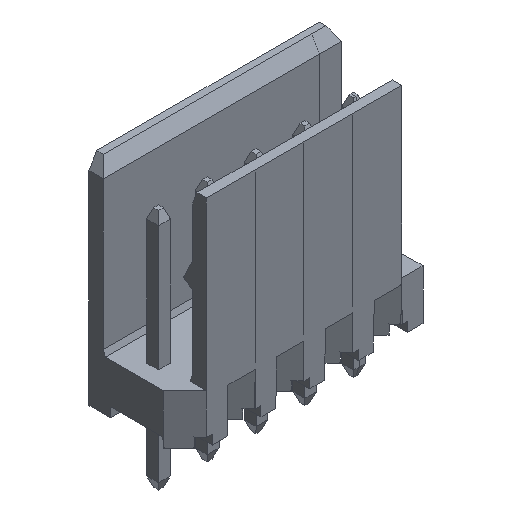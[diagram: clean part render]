
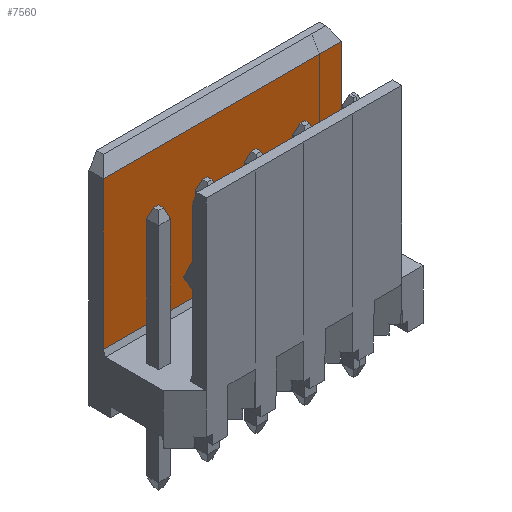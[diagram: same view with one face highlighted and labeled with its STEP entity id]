
A CAD part, isometric view. The second image highlights one B-rep face of the part: STEP entity #7560.
In plain terms, the highlighted face is planar.
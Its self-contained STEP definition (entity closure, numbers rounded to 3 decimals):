
#1275=ORIENTED_EDGE('',*,*,#2122,.F.);
#1276=ORIENTED_EDGE('',*,*,#2309,.F.);
#1277=ORIENTED_EDGE('',*,*,#2310,.T.);
#1278=ORIENTED_EDGE('',*,*,#2311,.T.);
#1279=ORIENTED_EDGE('',*,*,#2312,.F.);
#1280=ORIENTED_EDGE('',*,*,#2313,.T.);
#1281=ORIENTED_EDGE('',*,*,#2314,.T.);
#1282=ORIENTED_EDGE('',*,*,#2307,.T.);
#2122=EDGE_CURVE('',#2770,#2771,#3435,.T.);
#2307=EDGE_CURVE('',#2884,#2771,#3618,.T.);
#2309=EDGE_CURVE('',#2885,#2770,#3620,.T.);
#2310=EDGE_CURVE('',#2885,#2886,#3621,.T.);
#2311=EDGE_CURVE('',#2886,#2887,#3622,.T.);
#2312=EDGE_CURVE('',#2888,#2887,#3623,.T.);
#2313=EDGE_CURVE('',#2888,#2889,#3624,.T.);
#2314=EDGE_CURVE('',#2889,#2884,#3625,.T.);
#2770=VERTEX_POINT('',#10264);
#2771=VERTEX_POINT('',#10266);
#2884=VERTEX_POINT('',#10619);
#2885=VERTEX_POINT('',#10623);
#2886=VERTEX_POINT('',#10625);
#2887=VERTEX_POINT('',#10627);
#2888=VERTEX_POINT('',#10629);
#2889=VERTEX_POINT('',#10631);
#3435=LINE('',#10265,#4227);
#3618=LINE('',#10618,#4410);
#3620=LINE('',#10622,#4412);
#3621=LINE('',#10624,#4413);
#3622=LINE('',#10626,#4414);
#3623=LINE('',#10628,#4415);
#3624=LINE('',#10630,#4416);
#3625=LINE('',#10632,#4417);
#4227=VECTOR('',#8734,1000.);
#4410=VECTOR('',#9031,1000.);
#4412=VECTOR('',#9035,1000.);
#4413=VECTOR('',#9036,1000.);
#4414=VECTOR('',#9037,1000.);
#4415=VECTOR('',#9038,1000.);
#4416=VECTOR('',#9039,1000.);
#4417=VECTOR('',#9040,1000.);
#4770=EDGE_LOOP('',(#1275,#1276,#1277,#1278,#1279,#1280,#1281,#1282));
#5059=FACE_BOUND('',#4770,.T.);
#5333=PLANE('',#7853);
#7560=ADVANCED_FACE('',(#5059),#5333,.F.);
#7853=AXIS2_PLACEMENT_3D('',#10621,#9033,#9034);
#8734=DIRECTION('',(0.,-1.,0.));
#9031=DIRECTION('',(0.,0.,1.));
#9033=DIRECTION('',(1.,0.,0.));
#9034=DIRECTION('',(0.,0.,1.));
#9035=DIRECTION('',(0.,0.,-1.));
#9036=DIRECTION('',(0.,-1.,0.));
#9037=DIRECTION('',(0.,0.,1.));
#9038=DIRECTION('',(0.,-1.,0.));
#9039=DIRECTION('',(0.,0.,-1.));
#9040=DIRECTION('',(0.,-1.,0.));
#10264=CARTESIAN_POINT('',(-0.75,10.5,2.241));
#10265=CARTESIAN_POINT('',(-0.75,0.,2.241));
#10266=CARTESIAN_POINT('',(-0.75,2.9,2.241));
#10618=CARTESIAN_POINT('',(-0.75,2.9,-6.5));
#10619=CARTESIAN_POINT('',(-0.75,2.9,-9.039));
#10621=CARTESIAN_POINT('',(-0.75,2.6,4.346));
#10622=CARTESIAN_POINT('',(-0.75,10.5,3.361));
#10623=CARTESIAN_POINT('',(-0.75,10.5,2.242));
#10624=CARTESIAN_POINT('',(-0.75,0.,2.242));
#10625=CARTESIAN_POINT('',(-0.75,2.9,2.242));
#10626=CARTESIAN_POINT('',(-0.75,2.9,-6.499));
#10627=CARTESIAN_POINT('',(-0.75,2.9,3.361));
#10628=CARTESIAN_POINT('',(-0.75,0.,3.361));
#10629=CARTESIAN_POINT('',(-0.75,10.596,3.361));
#10630=CARTESIAN_POINT('',(-0.75,10.596,3.361));
#10631=CARTESIAN_POINT('',(-0.75,10.596,-9.039));
#10632=CARTESIAN_POINT('',(-0.75,0.,-9.039));
